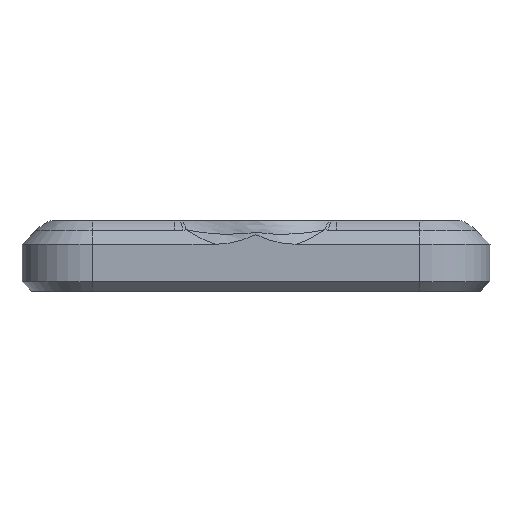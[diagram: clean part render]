
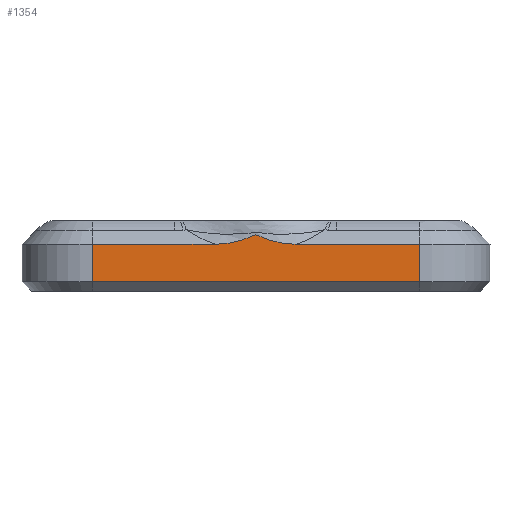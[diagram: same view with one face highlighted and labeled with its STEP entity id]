
A CAD part, left-side view. The second image highlights one B-rep face of the part: STEP entity #1354.
In plain terms, the highlighted planar face has unit normal (-1, 0, 0).
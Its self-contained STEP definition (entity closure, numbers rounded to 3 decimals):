
#47=PLANE('',#1489);
#87=B_SPLINE_CURVE_WITH_KNOTS('',3,(#3023,#3024,#3025,#3026,#3027,#3028,
#3029,#3030,#3031,#3032),.UNSPECIFIED.,.F.,.F.,(4,2,2,2,4),(0.,0.058,
0.116,0.179,0.179),.UNSPECIFIED.);
#88=B_SPLINE_CURVE_WITH_KNOTS('',3,(#3033,#3034,#3035,#3036,#3037,#3038,
#3039,#3040),.UNSPECIFIED.,.F.,.F.,(4,2,2,4),(-0.001,0.,
0.09,0.18),.UNSPECIFIED.);
#136=FACE_OUTER_BOUND('',#218,.T.);
#218=EDGE_LOOP('',(#1057,#1058,#1059,#1060,#1061,#1062,#1063));
#274=LINE('',#2961,#394);
#286=LINE('',#2996,#406);
#294=LINE('',#3071,#414);
#301=LINE('',#3088,#421);
#303=LINE('',#3091,#423);
#394=VECTOR('',#1645,10.);
#406=VECTOR('',#1685,10.);
#414=VECTOR('',#1717,10.);
#421=VECTOR('',#1734,10.);
#423=VECTOR('',#1738,10.);
#601=VERTEX_POINT('',#2958);
#602=VERTEX_POINT('',#2960);
#610=VERTEX_POINT('',#2990);
#611=VERTEX_POINT('',#2994);
#612=VERTEX_POINT('',#3022);
#621=VERTEX_POINT('',#3064);
#623=VERTEX_POINT('',#3070);
#742=EDGE_CURVE('',#601,#602,#274,.T.);
#760=EDGE_CURVE('',#611,#610,#286,.T.);
#761=EDGE_CURVE('',#602,#612,#87,.T.);
#762=EDGE_CURVE('',#612,#611,#88,.T.);
#776=EDGE_CURVE('',#621,#623,#294,.T.);
#785=EDGE_CURVE('',#623,#601,#301,.T.);
#787=EDGE_CURVE('',#610,#621,#303,.T.);
#1057=ORIENTED_EDGE('',*,*,#776,.F.);
#1058=ORIENTED_EDGE('',*,*,#787,.F.);
#1059=ORIENTED_EDGE('',*,*,#760,.F.);
#1060=ORIENTED_EDGE('',*,*,#762,.F.);
#1061=ORIENTED_EDGE('',*,*,#761,.F.);
#1062=ORIENTED_EDGE('',*,*,#742,.F.);
#1063=ORIENTED_EDGE('',*,*,#785,.F.);
#1354=ADVANCED_FACE('',(#136),#47,.T.);
#1489=AXIS2_PLACEMENT_3D('',#3090,#1736,#1737);
#1645=DIRECTION('',(0.,-1.,0.));
#1685=DIRECTION('',(0.,-1.,0.));
#1717=DIRECTION('',(0.,1.,0.));
#1734=DIRECTION('',(0.,0.,1.));
#1736=DIRECTION('center_axis',(-1.,0.,0.));
#1737=DIRECTION('ref_axis',(0.,0.,1.));
#1738=DIRECTION('',(0.,0.,-1.));
#2958=CARTESIAN_POINT('',(10.529,-51.477,66.314));
#2960=CARTESIAN_POINT('',(10.529,-56.733,66.314));
#2961=CARTESIAN_POINT('',(10.529,-50.476,66.314));
#2990=CARTESIAN_POINT('',(10.529,-65.477,66.314));
#2994=CARTESIAN_POINT('',(10.529,-60.191,66.314));
#2996=CARTESIAN_POINT('',(10.529,-50.476,66.314));
#3022=CARTESIAN_POINT('',(10.529,-58.462,66.728));
#3023=CARTESIAN_POINT('Ctrl Pts',(10.529,-56.733,66.314));
#3024=CARTESIAN_POINT('Ctrl Pts',(10.529,-56.927,66.314));
#3025=CARTESIAN_POINT('Ctrl Pts',(10.529,-57.12,66.33));
#3026=CARTESIAN_POINT('Ctrl Pts',(10.529,-57.501,66.39));
#3027=CARTESIAN_POINT('Ctrl Pts',(10.529,-57.688,66.435));
#3028=CARTESIAN_POINT('Ctrl Pts',(10.529,-58.072,66.555));
#3029=CARTESIAN_POINT('Ctrl Pts',(10.529,-58.266,66.633));
#3030=CARTESIAN_POINT('Ctrl Pts',(10.529,-58.457,66.726));
#3031=CARTESIAN_POINT('Ctrl Pts',(10.529,-58.459,66.727));
#3032=CARTESIAN_POINT('Ctrl Pts',(10.529,-58.462,66.728));
#3033=CARTESIAN_POINT('Ctrl Pts',(10.529,-58.462,66.728));
#3034=CARTESIAN_POINT('Ctrl Pts',(10.529,-58.464,66.727));
#3035=CARTESIAN_POINT('Ctrl Pts',(10.529,-58.467,66.726));
#3036=CARTESIAN_POINT('Ctrl Pts',(10.529,-58.739,66.595));
#3037=CARTESIAN_POINT('Ctrl Pts',(10.529,-59.017,66.492));
#3038=CARTESIAN_POINT('Ctrl Pts',(10.529,-59.597,66.351));
#3039=CARTESIAN_POINT('Ctrl Pts',(10.529,-59.893,66.314));
#3040=CARTESIAN_POINT('Ctrl Pts',(10.529,-60.191,66.314));
#3064=CARTESIAN_POINT('',(10.529,-65.477,64.714));
#3070=CARTESIAN_POINT('',(10.529,-51.477,64.714));
#3071=CARTESIAN_POINT('',(10.529,-25.854,64.714));
#3088=CARTESIAN_POINT('',(10.529,-51.477,66.309));
#3090=CARTESIAN_POINT('Origin',(10.529,-51.476,66.309));
#3091=CARTESIAN_POINT('',(10.529,-65.477,66.309));
